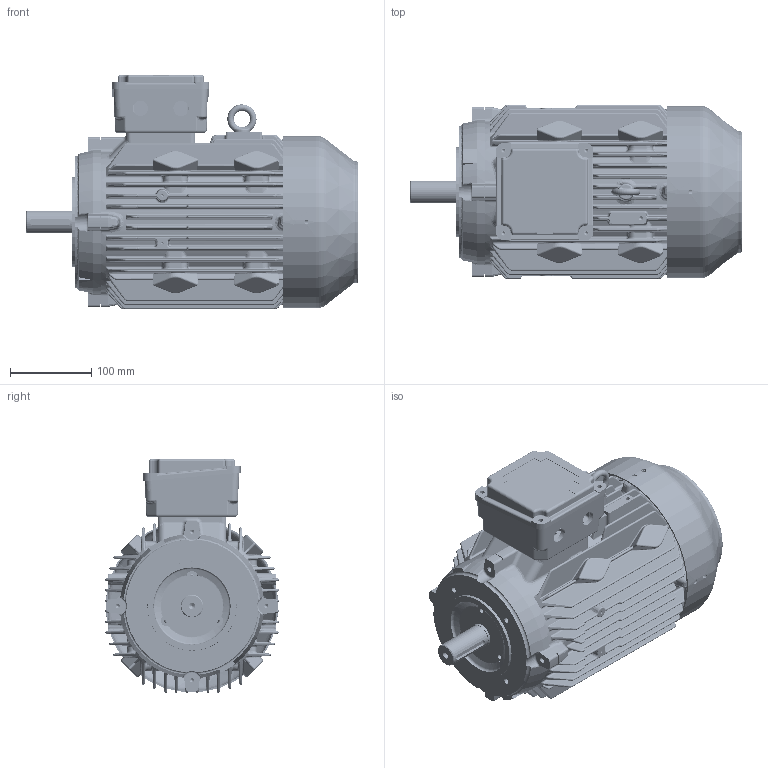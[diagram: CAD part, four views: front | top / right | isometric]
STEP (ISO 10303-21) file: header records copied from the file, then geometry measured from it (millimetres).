
FILE_DESCRIPTION( ( 'Unknown' ), '1' );
FILE_NAME( 'WP-DF100LF B14.stp', 'Unknown', ( 'Unknown' ), ( 'Unknown' ), 'PSStep 17.0.49', 'Unknown', ' ' );
FILE_SCHEMA( ( 'AUTOMOTIVE_DESIGN { 1 0 10303 214 1 1 1 1 }' ) );
Length unit declared in the file: millimetre
Products named in the file (1): q10el001
Bounding box: 409 x 214 x 288.14 mm (x, y, z)
Volume: 3020496.7 mm3; surface area: 1105959.3 mm2
Topology: 1 solids, 6 shells, 5220 faces, 13188 edges, 7951 vertices
Faces by surface type: cylinder 1779, bspline 1650, plane 1176, torus 283, cone 211, sphere 121
Full cylindrical faces by diameter (mm): 2.594 x2, 3.2 x4, 4.351 x4, 4.5 x4, 5 x3, 5.188 x17, 6 x17, 6.5 x4, 6.8 x2, 6.985 x6, 7 x8, 8 x1, 8.376 x2, 18.782 x2, 24.9 x1, 25 x1, 25.2 x1, 28 x1, 29.9 x1, 30 x3, 34.06 x1, 37 x1, 40.3 x1, 42 x1, 52 x1, 52.1 x1, 55 x1, 62 x1, 62.005 x1, 95.25 x1
Entity records: 400013 total; most frequent: CARTESIAN_POINT 243712, ORIENTED_EDGE 25566, DIRECTION 21929, EDGE_CURVE 12783, AXIS2_PLACEMENT_3D 8752, VERTEX_POINT 7867, EDGE_LOOP 5763, FACE_OUTER_BOUND 5344
